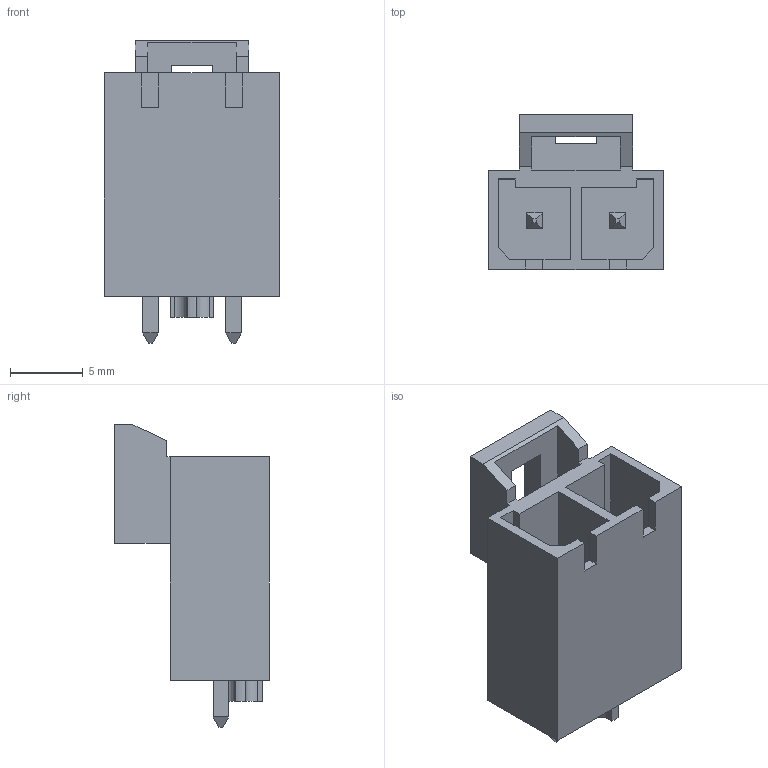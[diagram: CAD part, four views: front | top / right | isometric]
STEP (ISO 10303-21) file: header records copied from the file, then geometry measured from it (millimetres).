
FILE_DESCRIPTION(('FreeCAD Model'),'2;1');
FILE_NAME('Open CASCADE Shape Model','2024-04-26T12:18:16',( 'kicad StepUp'),('ksu MCAD'),'Open CASCADE STEP processor 7.6', 'FreeCAD','Unknown');
FILE_SCHEMA(('AUTOMOTIVE_DESIGN { 1 0 10303 214 1 1 1 1 }'));
Length unit declared in the file: millimetre
Products named in the file (1): 200241-1122
Bounding box: 12.05 x 10.6 x 20.73 mm (x, y, z)
Volume: 840.9 mm3; surface area: 1517.7 mm2
Topology: 1 solids, 1 shells, 98 faces, 263 edges, 170 vertices
Faces by surface type: plane 90, cylinder 8
Entity records: 3021 total; most frequent: CARTESIAN_POINT 532, ORIENTED_EDGE 526, DIRECTION 477, EDGE_CURVE 263, LINE 247, VECTOR 247, VERTEX_POINT 170, AXIS2_PLACEMENT_3D 115
